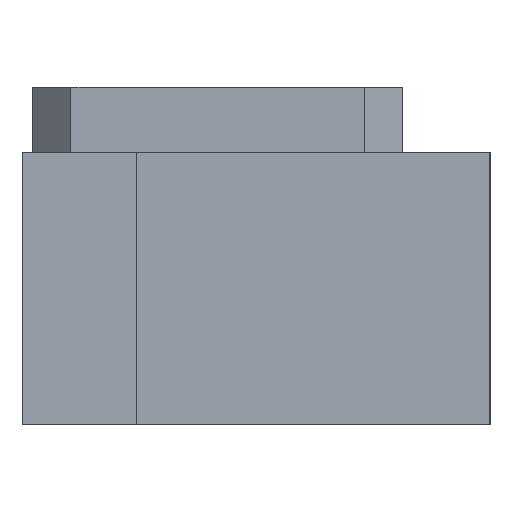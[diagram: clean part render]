
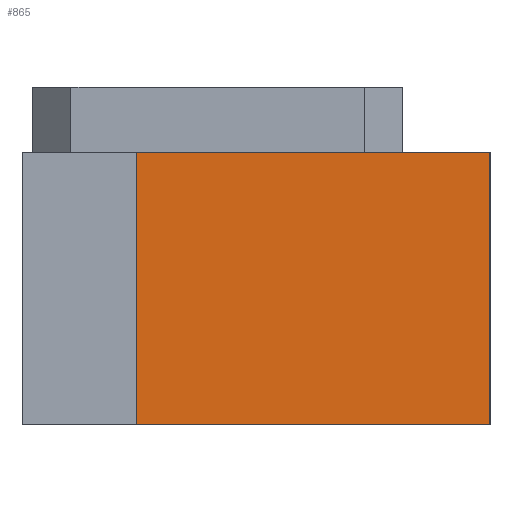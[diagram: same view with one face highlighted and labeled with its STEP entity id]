
A CAD part, left-side view. The second image highlights one B-rep face of the part: STEP entity #865.
In plain terms, the highlighted face is planar.
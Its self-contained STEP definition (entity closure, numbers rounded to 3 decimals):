
#534 = AXIS2_PLACEMENT_3D ( 'NONE', #4241, #4175, #4677 ) ;
#735 = CARTESIAN_POINT ( 'NONE',  ( 30., 32.5, 12.5 ) ) ;
#740 = ORIENTED_EDGE ( 'NONE', *, *, #5645, .T. ) ;
#756 = DIRECTION ( 'NONE',  ( 0., 0., -1. ) ) ;
#758 = CARTESIAN_POINT ( 'NONE',  ( 30., 0., 12.5 ) ) ;
#865 = ADVANCED_FACE ( 'NONE', ( #2849 ), #4645, .F. ) ;
#898 = LINE ( 'NONE', #2816, #2276 ) ;
#1290 = CARTESIAN_POINT ( 'NONE',  ( 30., 32.5, 12.5 ) ) ;
#1967 = VERTEX_POINT ( 'NONE', #758 ) ;
#1989 = ORIENTED_EDGE ( 'NONE', *, *, #2035, .F. ) ;
#2035 = EDGE_CURVE ( 'NONE', #5164, #2883, #5578, .T. ) ;
#2276 = VECTOR ( 'NONE', #5019, 1000. ) ;
#2322 = DIRECTION ( 'NONE',  ( 0., 0., -1. ) ) ;
#2344 = CARTESIAN_POINT ( 'NONE',  ( 30., 32.5, -12.5 ) ) ;
#2502 = CARTESIAN_POINT ( 'NONE',  ( 30., 0., -12.5 ) ) ;
#2547 = VERTEX_POINT ( 'NONE', #2502 ) ;
#2695 = LINE ( 'NONE', #5488, #3509 ) ;
#2816 = CARTESIAN_POINT ( 'NONE',  ( 30., 0., 12.5 ) ) ;
#2849 = FACE_OUTER_BOUND ( 'NONE', #4423, .T. ) ;
#2883 = VERTEX_POINT ( 'NONE', #2344 ) ;
#3161 = EDGE_CURVE ( 'NONE', #1967, #5164, #898, .T. ) ;
#3260 = LINE ( 'NONE', #5666, #4200 ) ;
#3509 = VECTOR ( 'NONE', #756, 1000. ) ;
#3666 = ORIENTED_EDGE ( 'NONE', *, *, #5369, .T. ) ;
#4175 = DIRECTION ( 'NONE',  ( -1., 0., 0. ) ) ;
#4200 = VECTOR ( 'NONE', #5202, 1000. ) ;
#4241 = CARTESIAN_POINT ( 'NONE',  ( 30., 0., 12.5 ) ) ;
#4423 = EDGE_LOOP ( 'NONE', ( #3666, #1989, #4497, #740 ) ) ;
#4497 = ORIENTED_EDGE ( 'NONE', *, *, #3161, .F. ) ;
#4645 = PLANE ( 'NONE',  #534 ) ;
#4677 = DIRECTION ( 'NONE',  ( 0., 0., 1. ) ) ;
#4898 = VECTOR ( 'NONE', #2322, 1000. ) ;
#5019 = DIRECTION ( 'NONE',  ( 0., 1., 0. ) ) ;
#5164 = VERTEX_POINT ( 'NONE', #735 ) ;
#5202 = DIRECTION ( 'NONE',  ( 0., 1., 0. ) ) ;
#5369 = EDGE_CURVE ( 'NONE', #2547, #2883, #3260, .T. ) ;
#5488 = CARTESIAN_POINT ( 'NONE',  ( 30., 0., 12.5 ) ) ;
#5578 = LINE ( 'NONE', #1290, #4898 ) ;
#5645 = EDGE_CURVE ( 'NONE', #1967, #2547, #2695, .T. ) ;
#5666 = CARTESIAN_POINT ( 'NONE',  ( 30., 0., -12.5 ) ) ;
